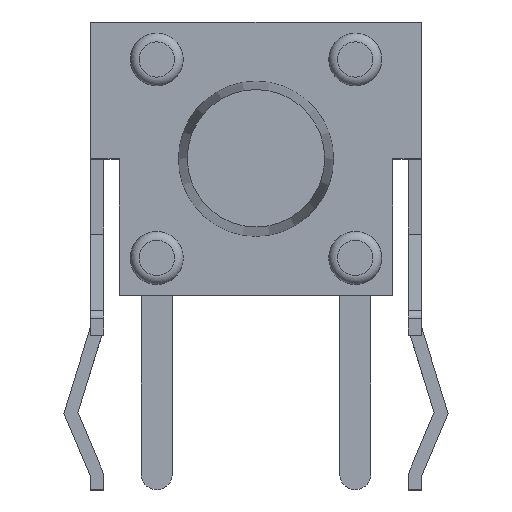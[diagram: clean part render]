
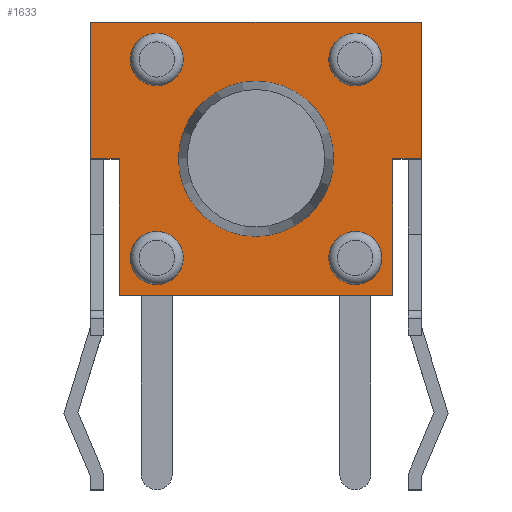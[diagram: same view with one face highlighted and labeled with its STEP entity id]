
A CAD part, top view. The second image highlights one B-rep face of the part: STEP entity #1633.
In plain terms, the highlighted planar face has unit normal (0, 0, 1).
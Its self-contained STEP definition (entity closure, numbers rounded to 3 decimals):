
#22=FACE_BOUND('',#286,.T.);
#23=FACE_BOUND('',#287,.T.);
#24=FACE_BOUND('',#288,.T.);
#25=FACE_BOUND('',#289,.T.);
#26=FACE_BOUND('',#290,.T.);
#92=PLANE('',#1777);
#196=FACE_OUTER_BOUND('',#285,.T.);
#285=EDGE_LOOP('',(#1517,#1518,#1519,#1520,#1521,#1522,#1523,#1524));
#286=EDGE_LOOP('',(#1525));
#287=EDGE_LOOP('',(#1526));
#288=EDGE_LOOP('',(#1527));
#289=EDGE_LOOP('',(#1528));
#290=EDGE_LOOP('',(#1529));
#314=LINE('',#2291,#498);
#319=LINE('',#2300,#503);
#407=LINE('',#2554,#591);
#459=LINE('',#2659,#643);
#463=LINE('',#2667,#647);
#466=LINE('',#2671,#650);
#472=LINE('',#2682,#656);
#473=LINE('',#2684,#657);
#498=VECTOR('',#1845,10.);
#503=VECTOR('',#1852,10.);
#591=VECTOR('',#2082,10.);
#643=VECTOR('',#2192,10.);
#647=VECTOR('',#2198,10.);
#650=VECTOR('',#2203,10.);
#656=VECTOR('',#2215,10.);
#657=VECTOR('',#2218,10.);
#661=CIRCLE('',#1653,1.76);
#669=CIRCLE('',#1675,0.6);
#673=CIRCLE('',#1682,0.6);
#677=CIRCLE('',#1689,0.6);
#681=CIRCLE('',#1696,0.6);
#702=VERTEX_POINT('',#2233);
#719=VERTEX_POINT('',#2287);
#721=VERTEX_POINT('',#2290);
#724=VERTEX_POINT('',#2298);
#727=VERTEX_POINT('',#2308);
#730=VERTEX_POINT('',#2319);
#733=VERTEX_POINT('',#2330);
#736=VERTEX_POINT('',#2341);
#818=VERTEX_POINT('',#2551);
#819=VERTEX_POINT('',#2553);
#843=VERTEX_POINT('',#2658);
#845=VERTEX_POINT('',#2664);
#846=VERTEX_POINT('',#2666);
#852=EDGE_CURVE('',#702,#702,#661,.T.);
#879=EDGE_CURVE('',#721,#719,#314,.T.);
#884=EDGE_CURVE('',#719,#724,#319,.T.);
#889=EDGE_CURVE('',#727,#727,#669,.T.);
#894=EDGE_CURVE('',#730,#730,#673,.T.);
#899=EDGE_CURVE('',#733,#733,#677,.T.);
#904=EDGE_CURVE('',#736,#736,#681,.T.);
#1008=EDGE_CURVE('',#819,#818,#407,.T.);
#1060=EDGE_CURVE('',#843,#721,#459,.T.);
#1064=EDGE_CURVE('',#846,#845,#463,.T.);
#1067=EDGE_CURVE('',#845,#843,#466,.T.);
#1073=EDGE_CURVE('',#724,#819,#472,.T.);
#1074=EDGE_CURVE('',#818,#846,#473,.T.);
#1517=ORIENTED_EDGE('',*,*,#1060,.T.);
#1518=ORIENTED_EDGE('',*,*,#879,.T.);
#1519=ORIENTED_EDGE('',*,*,#884,.T.);
#1520=ORIENTED_EDGE('',*,*,#1073,.T.);
#1521=ORIENTED_EDGE('',*,*,#1008,.T.);
#1522=ORIENTED_EDGE('',*,*,#1074,.T.);
#1523=ORIENTED_EDGE('',*,*,#1064,.T.);
#1524=ORIENTED_EDGE('',*,*,#1067,.T.);
#1525=ORIENTED_EDGE('',*,*,#852,.T.);
#1526=ORIENTED_EDGE('',*,*,#904,.T.);
#1527=ORIENTED_EDGE('',*,*,#899,.T.);
#1528=ORIENTED_EDGE('',*,*,#894,.T.);
#1529=ORIENTED_EDGE('',*,*,#889,.T.);
#1633=ADVANCED_FACE('',(#196,#22,#23,#24,#25,#26),#92,.T.);
#1653=AXIS2_PLACEMENT_3D('',#2234,#1791,#1792);
#1675=AXIS2_PLACEMENT_3D('',#2310,#1864,#1865);
#1682=AXIS2_PLACEMENT_3D('',#2321,#1879,#1880);
#1689=AXIS2_PLACEMENT_3D('',#2332,#1894,#1895);
#1696=AXIS2_PLACEMENT_3D('',#2343,#1909,#1910);
#1777=AXIS2_PLACEMENT_3D('',#2687,#2222,#2223);
#1791=DIRECTION('center_axis',(0.,0.,-1.));
#1792=DIRECTION('ref_axis',(-1.,0.,0.));
#1845=DIRECTION('',(1.,0.,0.));
#1852=DIRECTION('',(0.,1.,0.));
#1864=DIRECTION('center_axis',(0.,0.,-1.));
#1865=DIRECTION('ref_axis',(-1.,0.,0.));
#1879=DIRECTION('center_axis',(0.,0.,-1.));
#1880=DIRECTION('ref_axis',(-1.,0.,0.));
#1894=DIRECTION('center_axis',(0.,0.,-1.));
#1895=DIRECTION('ref_axis',(-1.,0.,0.));
#1909=DIRECTION('center_axis',(0.,0.,-1.));
#1910=DIRECTION('ref_axis',(-1.,0.,0.));
#2082=DIRECTION('',(0.,1.,0.));
#2192=DIRECTION('',(0.,-1.,0.));
#2198=DIRECTION('',(0.,-1.,0.));
#2203=DIRECTION('',(1.,0.,0.));
#2215=DIRECTION('',(1.,0.,0.));
#2218=DIRECTION('',(-1.,0.,0.));
#2222=DIRECTION('center_axis',(0.,0.,1.));
#2223=DIRECTION('ref_axis',(1.,0.,0.));
#2233=CARTESIAN_POINT('',(1.76,0.,0.));
#2234=CARTESIAN_POINT('Origin',(0.,0.,0.));
#2287=CARTESIAN_POINT('',(3.1,-3.1,0.));
#2290=CARTESIAN_POINT('',(-3.1,-3.1,0.));
#2291=CARTESIAN_POINT('',(-3.1,-3.1,0.));
#2298=CARTESIAN_POINT('',(3.1,0.,0.));
#2300=CARTESIAN_POINT('',(3.1,-3.1,0.));
#2308=CARTESIAN_POINT('',(-1.65,2.25,0.));
#2310=CARTESIAN_POINT('Origin',(-2.25,2.25,0.));
#2319=CARTESIAN_POINT('',(2.85,2.25,0.));
#2321=CARTESIAN_POINT('Origin',(2.25,2.25,0.));
#2330=CARTESIAN_POINT('',(2.85,-2.25,0.));
#2332=CARTESIAN_POINT('Origin',(2.25,-2.25,0.));
#2341=CARTESIAN_POINT('',(-1.65,-2.25,0.));
#2343=CARTESIAN_POINT('Origin',(-2.25,-2.25,0.));
#2551=CARTESIAN_POINT('',(3.75,3.1,0.));
#2553=CARTESIAN_POINT('',(3.75,0.,0.));
#2554=CARTESIAN_POINT('',(3.75,-4.,0.));
#2658=CARTESIAN_POINT('',(-3.1,0.,0.));
#2659=CARTESIAN_POINT('',(-3.1,3.1,0.));
#2664=CARTESIAN_POINT('',(-3.75,0.,0.));
#2666=CARTESIAN_POINT('',(-3.75,3.1,0.));
#2667=CARTESIAN_POINT('',(-3.75,3.1,0.));
#2671=CARTESIAN_POINT('',(-3.75,0.,0.));
#2682=CARTESIAN_POINT('',(3.1,0.,0.));
#2684=CARTESIAN_POINT('',(-3.1,3.1,0.));
#2687=CARTESIAN_POINT('Origin',(0.,0.,
0.));
